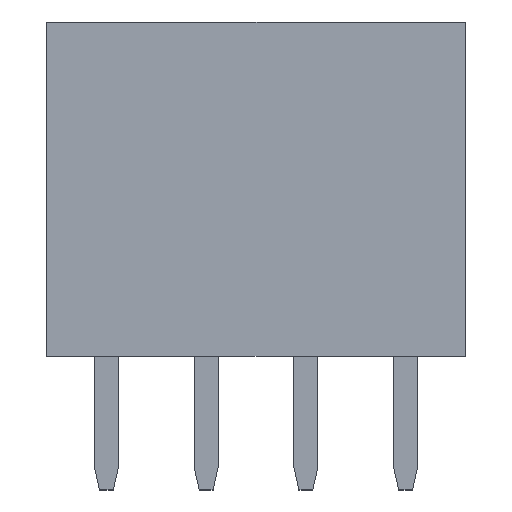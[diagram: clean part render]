
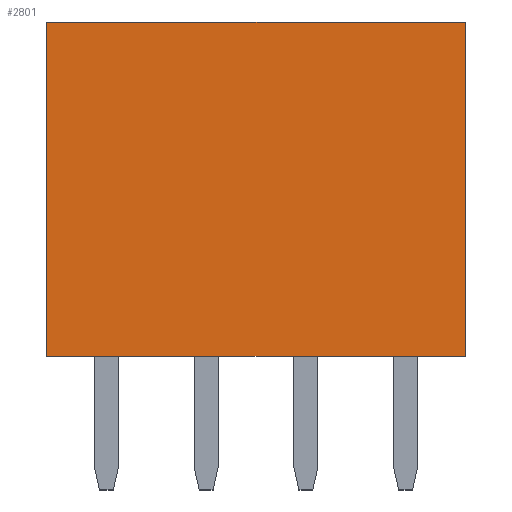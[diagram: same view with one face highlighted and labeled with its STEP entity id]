
A CAD part, top view. The second image highlights one B-rep face of the part: STEP entity #2801.
In plain terms, the highlighted planar face has unit normal (0, 0, 1).
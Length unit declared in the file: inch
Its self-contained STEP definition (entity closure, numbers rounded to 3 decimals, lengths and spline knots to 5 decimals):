
#18 = DIRECTION ( 'NONE',  ( 1., 0., 0. ) ) ;
#61 = CARTESIAN_POINT ( 'NONE',  ( 0.21, 0., 0.1 ) ) ;
#316 = VECTOR ( 'NONE', #2073, 39.37008 ) ;
#400 = VECTOR ( 'NONE', #18, 39.37008 ) ;
#485 = AXIS2_PLACEMENT_3D ( 'NONE', #2716, #3045, #2000 ) ;
#490 = LINE ( 'NONE', #1933, #1079 ) ;
#639 = CARTESIAN_POINT ( 'NONE',  ( 0.21, 0.335, 0.1 ) ) ;
#693 = CARTESIAN_POINT ( 'NONE',  ( -0.21, 0., 0.1 ) ) ;
#840 = CARTESIAN_POINT ( 'NONE',  ( -0.21, 0.335, 0.1 ) ) ;
#886 = EDGE_LOOP ( 'NONE', ( #2584, #2720, #1875, #2337 ) ) ;
#956 = CARTESIAN_POINT ( 'NONE',  ( -0.21, -0.46519, 0.1 ) ) ;
#1079 = VECTOR ( 'NONE', #3323, 39.37008 ) ;
#1137 = CARTESIAN_POINT ( 'NONE',  ( 0.21, 0.335, 0.1 ) ) ;
#1230 = VERTEX_POINT ( 'NONE', #2024 ) ;
#1461 = VECTOR ( 'NONE', #2333, 39.37008 ) ;
#1619 = PLANE ( 'NONE',  #485 ) ;
#1795 = LINE ( 'NONE', #1137, #400 ) ;
#1829 = EDGE_CURVE ( 'NONE', #1230, #2003, #2704, .T. ) ;
#1834 = EDGE_CURVE ( 'NONE', #2086, #1230, #3360, .T. ) ;
#1875 = ORIENTED_EDGE ( 'NONE', *, *, #1829, .F. ) ;
#1922 = EDGE_CURVE ( 'NONE', #2003, #3299, #1795, .T. ) ;
#1933 = CARTESIAN_POINT ( 'NONE',  ( 0.21, -0.46519, 0.1 ) ) ;
#2000 = DIRECTION ( 'NONE',  ( 1., 0., 0. ) ) ;
#2003 = VERTEX_POINT ( 'NONE', #840 ) ;
#2024 = CARTESIAN_POINT ( 'NONE',  ( -0.21, 0., 0.1 ) ) ;
#2073 = DIRECTION ( 'NONE',  ( 0., 1., 0. ) ) ;
#2086 = VERTEX_POINT ( 'NONE', #61 ) ;
#2333 = DIRECTION ( 'NONE',  ( -1., 0., 0. ) ) ;
#2337 = ORIENTED_EDGE ( 'NONE', *, *, #1834, .F. ) ;
#2584 = ORIENTED_EDGE ( 'NONE', *, *, #3037, .T. ) ;
#2704 = LINE ( 'NONE', #956, #316 ) ;
#2716 = CARTESIAN_POINT ( 'NONE',  ( -0.21, -0.46519, 0.1 ) ) ;
#2720 = ORIENTED_EDGE ( 'NONE', *, *, #1922, .F. ) ;
#2801 = ADVANCED_FACE ( 'NONE', ( #2899 ), #1619, .T. ) ;
#2899 = FACE_OUTER_BOUND ( 'NONE', #886, .T. ) ;
#3037 = EDGE_CURVE ( 'NONE', #2086, #3299, #490, .T. ) ;
#3045 = DIRECTION ( 'NONE',  ( 0., 0., 1. ) ) ;
#3299 = VERTEX_POINT ( 'NONE', #639 ) ;
#3323 = DIRECTION ( 'NONE',  ( 0., 1., 0. ) ) ;
#3360 = LINE ( 'NONE', #693, #1461 ) ;
